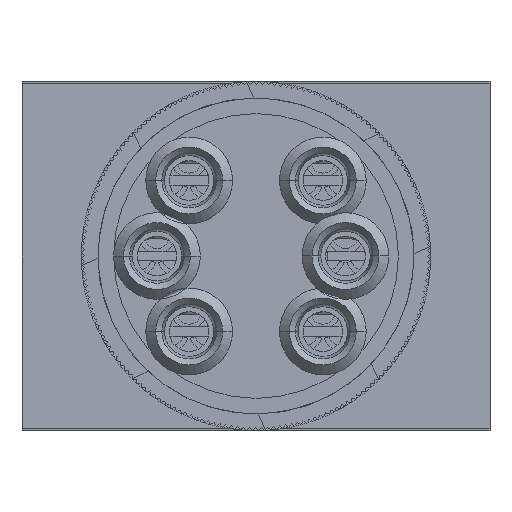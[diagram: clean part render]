
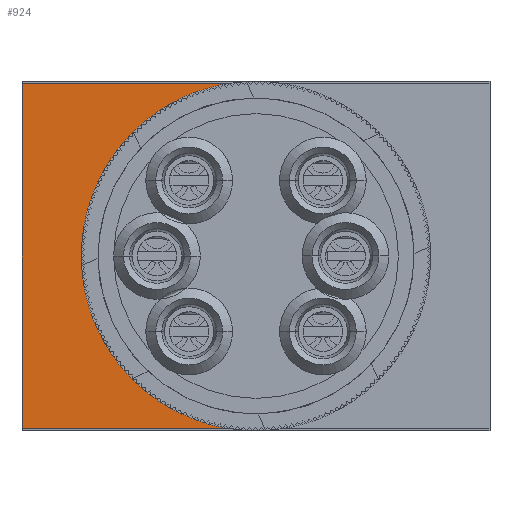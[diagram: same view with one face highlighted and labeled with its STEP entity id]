
A CAD part, front view. The second image highlights one B-rep face of the part: STEP entity #924.
In plain terms, the highlighted planar face has unit normal (0, -1, 0).
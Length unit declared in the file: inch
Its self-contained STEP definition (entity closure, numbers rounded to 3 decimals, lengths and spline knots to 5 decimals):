
#33 = EDGE_CURVE ( 'NONE', #783, #837, #3019, .T. ) ;
#779 = VERTEX_POINT ( 'NONE', #7749 ) ;
#782 = EDGE_CURVE ( 'NONE', #783, #881, #7748, .T. ) ;
#783 = VERTEX_POINT ( 'NONE', #7743 ) ;
#837 = VERTEX_POINT ( 'NONE', #7847 ) ;
#847 = ORIENTED_EDGE ( 'NONE', *, *, #33, .T. ) ;
#878 = EDGE_LOOP ( 'NONE', ( #879, #882, #847, #950 ) ) ;
#879 = ORIENTED_EDGE ( 'NONE', *, *, #880, .F. ) ;
#880 = EDGE_CURVE ( 'NONE', #881, #779, #7930, .T. ) ;
#881 = VERTEX_POINT ( 'NONE', #7926 ) ;
#882 = ORIENTED_EDGE ( 'NONE', *, *, #782, .F. ) ;
#886 = EDGE_CURVE ( 'NONE', #779, #837, #7919, .T. ) ;
#924 = ADVANCED_FACE ( 'NONE', ( #9279 ), #9278, .T. ) ;
#950 = ORIENTED_EDGE ( 'NONE', *, *, #886, .F. ) ;
#2952 = DIRECTION ( 'NONE',  ( -1., 0., 0. ) ) ;
#2953 = VECTOR ( 'NONE', #2952, 39.37008 ) ;
#3018 = CARTESIAN_POINT ( 'NONE',  ( -0.04176, 0., 0.3475 ) ) ;
#3019 = LINE ( 'NONE', #3018, #2953 ) ;
#7743 = CARTESIAN_POINT ( 'NONE',  ( -0.04176, 0., 0.3475 ) ) ;
#7744 = DIRECTION ( 'NONE',  ( 0., 0., -1. ) ) ;
#7745 = DIRECTION ( 'NONE',  ( 0., -1., 0. ) ) ;
#7746 = CARTESIAN_POINT ( 'NONE',  ( 0., 0., 0. ) ) ;
#7747 = AXIS2_PLACEMENT_3D ( 'NONE', #7746, #7745, #7744 ) ;
#7748 = CIRCLE ( 'NONE', #7747, 0.35 ) ;
#7749 = CARTESIAN_POINT ( 'NONE',  ( -0.4725, 0., -0.3475 ) ) ;
#7847 = CARTESIAN_POINT ( 'NONE',  ( -0.4725, 0., 0.3475 ) ) ;
#7917 = DIRECTION ( 'NONE',  ( 0., 0., 1. ) ) ;
#7918 = CARTESIAN_POINT ( 'NONE',  ( -0.4725, 0., -0.3525 ) ) ;
#7919 = LINE ( 'NONE', #7918, #7981 ) ;
#7926 = CARTESIAN_POINT ( 'NONE',  ( -0.04176, 0., -0.3475 ) ) ;
#7927 = DIRECTION ( 'NONE',  ( -1., 0., 0. ) ) ;
#7928 = VECTOR ( 'NONE', #7927, 39.37008 ) ;
#7929 = CARTESIAN_POINT ( 'NONE',  ( -0.04176, 0., -0.3475 ) ) ;
#7930 = LINE ( 'NONE', #7929, #7928 ) ;
#7981 = VECTOR ( 'NONE', #7917, 39.37008 ) ;
#9274 = DIRECTION ( 'NONE',  ( 0., 0., -1. ) ) ;
#9275 = DIRECTION ( 'NONE',  ( 0., -1., 0. ) ) ;
#9276 = CARTESIAN_POINT ( 'NONE',  ( -0.4725, 0., 0.3525 ) ) ;
#9277 = AXIS2_PLACEMENT_3D ( 'NONE', #9276, #9275, #9274 ) ;
#9278 = PLANE ( 'NONE',  #9277 ) ;
#9279 = FACE_OUTER_BOUND ( 'NONE', #878, .T. ) ;
